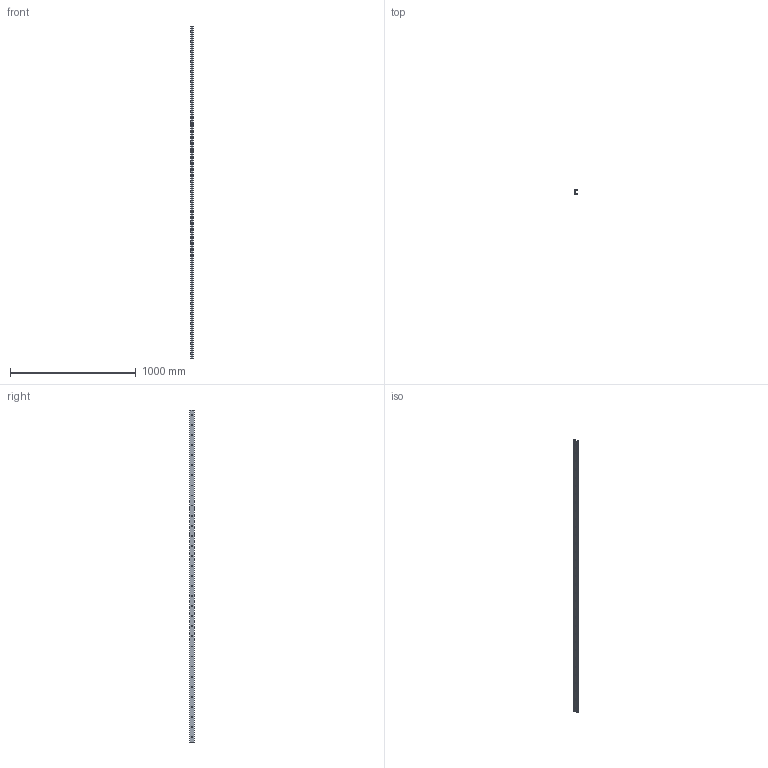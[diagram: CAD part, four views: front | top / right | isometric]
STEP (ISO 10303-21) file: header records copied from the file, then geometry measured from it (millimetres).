
FILE_DESCRIPTION(/* description */ ('Alibre Inc.'),/* implementation_level */ '2;1');
FILE_NAME(/* name */ 'export0',/* time_stamp */ '2010-12-08T16:56:53+01:00',/* author */ (''),/* organization */ (''),/* preprocessor_version */ 'ST-DEVELOPER v10',/* originating_system */ 'Alibre',/* authorisation */ '');
FILE_SCHEMA (('AUTOMOTIVE_DESIGN'));
Length unit declared in the file: millimetre
Bounding box: 16.5 x 35 x 2640 mm (x, y, z)
Volume: 574463 mm3; surface area: 332169.3 mm2
Topology: 1 solids, 1 shells, 94 faces, 276 edges, 184 vertices
Faces by surface type: cylinder 46, cone 33, plane 15
Full cylindrical faces by diameter (mm): 6.6 x33
Entity records: 2690 total; most frequent: DIRECTION 475, CARTESIAN_POINT 422, ORIENTED_EDGE 354, EDGE_LOOP 226, FACE_BOUND 226, AXIS2_PLACEMENT_3D 219, EDGE_CURVE 177, VERTEX_POINT 151
